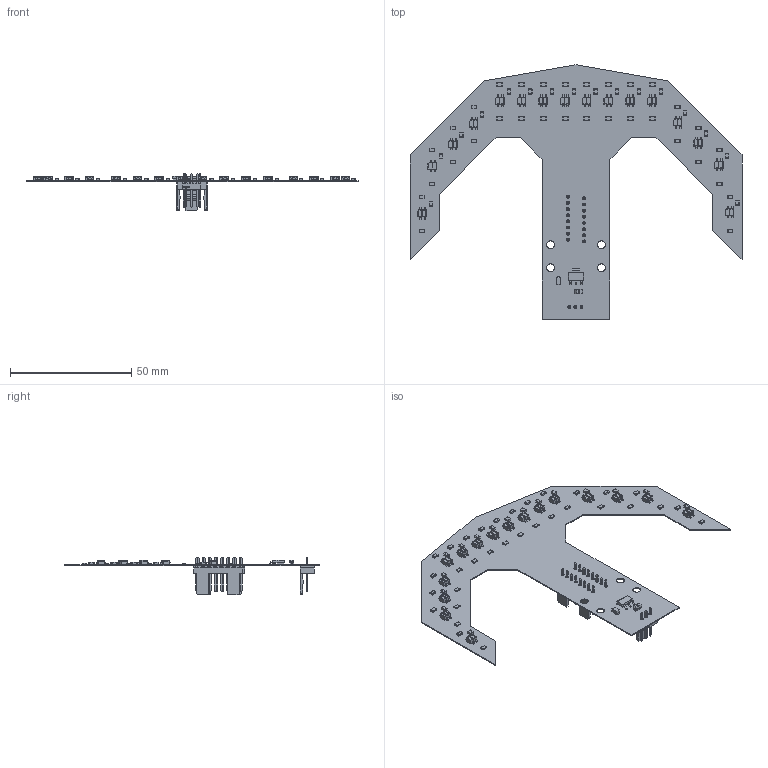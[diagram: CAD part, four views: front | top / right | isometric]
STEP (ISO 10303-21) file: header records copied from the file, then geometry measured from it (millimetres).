
FILE_DESCRIPTION(('Open CASCADE Model'),'2;1');
FILE_NAME('Open CASCADE Shape Model','2024-10-25T00:17:23',('Author'),( 'Open CASCADE'),'Open CASCADE STEP processor 7.5','Open CASCADE 7.5' ,'Unknown');
FILE_SCHEMA(('AUTOMOTIVE_DESIGN { 1 0 10303 214 1 1 1 1 }'));
Length unit declared in the file: millimetre
Products named in the file (112): PCB; Board; Open CASCADE STEP translator 7.5 1.1.1; J1; Conn_Molex_22-29-2031_eec; 1; 2; Molex; R32; 5989257792; Mid_Body; Terminal; Open CASCADE STEP translator 6.8 4.2.1; Mark; R31; 5989258432; R30; R29; R28; 5989257312; Open CASCADE STEP translator 6.8 13.2.1; R27; R26; R25; R24; R23; R22; R21; R20; R19; R18; R17; R16; R15; R14; R13; R12; R11; R10; R9 ...
Assembly tree (174 placements, depth 5):
  PCB
    Board
      Open CASCADE STEP translator 7.5 1.1.1
    J1
      Conn_Molex_22-29-2031_eec
        1
        2
        Molex
    R32
      5989257792
        Mid_Body
        Terminal  x2
          Open CASCADE STEP translator 6.8 4.2.1
        Mark
    R31
      5989258432
        Mid_Body
        Terminal  x2
          Open CASCADE STEP translator 6.8 4.2.1
        Mark
    R30
      5989258432
        Mid_Body
        Terminal  x2
          Open CASCADE STEP translator 6.8 4.2.1
        Mark
    R29
      5989258432
        Mid_Body
        Terminal  x2
          Open CASCADE STEP translator 6.8 4.2.1
        Mark
    R28
      5989257312
        Mid_Body
        Terminal  x2
          Open CASCADE STEP translator 6.8 13.2.1
        Mark
    R27
      5989257312
        Mid_Body
        Terminal  x2
          Open CASCADE STEP translator 6.8 13.2.1
        Mark
    R26
      5989257312
        Mid_Body
        Terminal  x2
          Open CASCADE STEP translator 6.8 13.2.1
        Mark
    R25
      5989257312
        Mid_Body
        Terminal  x2
          Open CASCADE STEP translator 6.8 13.2.1
        Mark
    R24
      5989258432
        Mid_Body
        Terminal  x2
Bounding box: 137 x 105 x 15.61 mm (x, y, z)
Volume: 4017.4 mm3; surface area: 17251.6 mm2
Topology: 260 solids, 260 shells, 4721 faces, 11307 edges, 7070 vertices
Faces by surface type: plane 3243, cylinder 986, sphere 232, bspline 200, torus 60
Full cylindrical faces by diameter (mm): 1.19 x19, 3.2 x4
Entity records: 48553 total; most frequent: CARTESIAN_POINT 9091, DIRECTION 7396, ORIENTED_EDGE 7236, EDGE_CURVE 3618, LINE 2598, VECTOR 2598, AXIS2_PLACEMENT_3D 2399, VERTEX_POINT 2208
